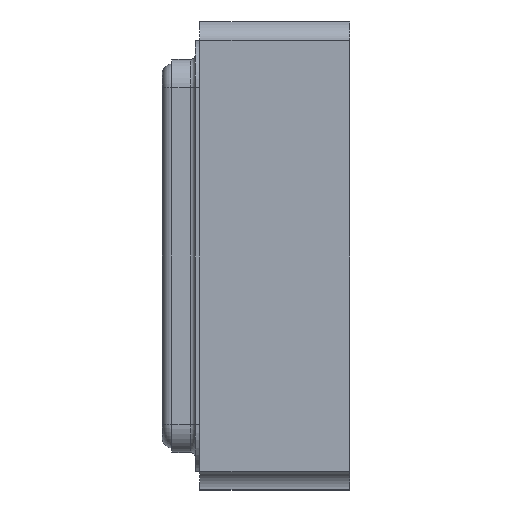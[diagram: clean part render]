
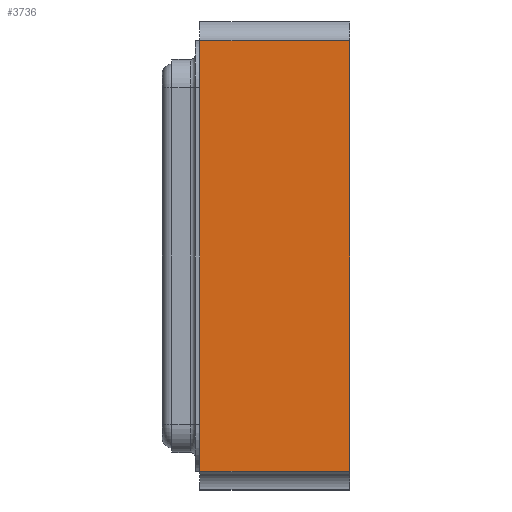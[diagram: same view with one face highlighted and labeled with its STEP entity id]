
A CAD part, left-side view. The second image highlights one B-rep face of the part: STEP entity #3736.
In plain terms, the highlighted planar face has unit normal (-1, 0, 0).
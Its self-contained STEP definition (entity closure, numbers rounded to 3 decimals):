
#116 = VERTEX_POINT ( 'NONE', #2657 ) ;
#295 = ORIENTED_EDGE ( 'NONE', *, *, #2365, .T. ) ;
#492 = VECTOR ( 'NONE', #4964, 1000. ) ;
#518 = ORIENTED_EDGE ( 'NONE', *, *, #3552, .T. ) ;
#657 = EDGE_LOOP ( 'NONE', ( #4278, #295, #2113, #518 ) ) ;
#1296 = CARTESIAN_POINT ( 'NONE',  ( -3.5, 0., 2.3 ) ) ;
#1540 = CARTESIAN_POINT ( 'NONE',  ( -3.5, 0., -2.3 ) ) ;
#1603 = LINE ( 'NONE', #4892, #3335 ) ;
#1715 = CARTESIAN_POINT ( 'NONE',  ( -3.5, 0., -2.3 ) ) ;
#1732 = VERTEX_POINT ( 'NONE', #1540 ) ;
#1766 = VECTOR ( 'NONE', #5050, 1000. ) ;
#1993 = FACE_OUTER_BOUND ( 'NONE', #657, .T. ) ;
#2113 = ORIENTED_EDGE ( 'NONE', *, *, #4952, .F. ) ;
#2365 = EDGE_CURVE ( 'NONE', #2778, #116, #4756, .T. ) ;
#2476 = CARTESIAN_POINT ( 'NONE',  ( -3.5, 1.6, 2.5 ) ) ;
#2657 = CARTESIAN_POINT ( 'NONE',  ( -3.5, 1.6, 2.3 ) ) ;
#2778 = VERTEX_POINT ( 'NONE', #3777 ) ;
#3335 = VECTOR ( 'NONE', #4027, 1000. ) ;
#3552 = EDGE_CURVE ( 'NONE', #3871, #1732, #4025, .T. ) ;
#3626 = VECTOR ( 'NONE', #4846, 1000. ) ;
#3736 = ADVANCED_FACE ( 'NONE', ( #1993 ), #4874, .F. ) ;
#3777 = CARTESIAN_POINT ( 'NONE',  ( -3.5, 0., 2.3 ) ) ;
#3871 = VERTEX_POINT ( 'NONE', #5178 ) ;
#3909 = DIRECTION ( 'NONE',  ( 1., 0., 0. ) ) ;
#3933 = CARTESIAN_POINT ( 'NONE',  ( -3.5, 1.6, 2.5 ) ) ;
#4015 = AXIS2_PLACEMENT_3D ( 'NONE', #3933, #3909, #4838 ) ;
#4025 = LINE ( 'NONE', #1715, #1766 ) ;
#4027 = DIRECTION ( 'NONE',  ( 0., 0., 1. ) ) ;
#4278 = ORIENTED_EDGE ( 'NONE', *, *, #5903, .T. ) ;
#4756 = LINE ( 'NONE', #1296, #492 ) ;
#4838 = DIRECTION ( 'NONE',  ( 0., 0., -1. ) ) ;
#4846 = DIRECTION ( 'NONE',  ( 0., 0., 1. ) ) ;
#4874 = PLANE ( 'NONE',  #4015 ) ;
#4892 = CARTESIAN_POINT ( 'NONE',  ( -3.5, 0., 2.5 ) ) ;
#4952 = EDGE_CURVE ( 'NONE', #3871, #116, #5865, .T. ) ;
#4964 = DIRECTION ( 'NONE',  ( 0., 1., 0. ) ) ;
#5050 = DIRECTION ( 'NONE',  ( 0., -1., 0. ) ) ;
#5178 = CARTESIAN_POINT ( 'NONE',  ( -3.5, 1.6, -2.3 ) ) ;
#5865 = LINE ( 'NONE', #2476, #3626 ) ;
#5903 = EDGE_CURVE ( 'NONE', #1732, #2778, #1603, .T. ) ;
